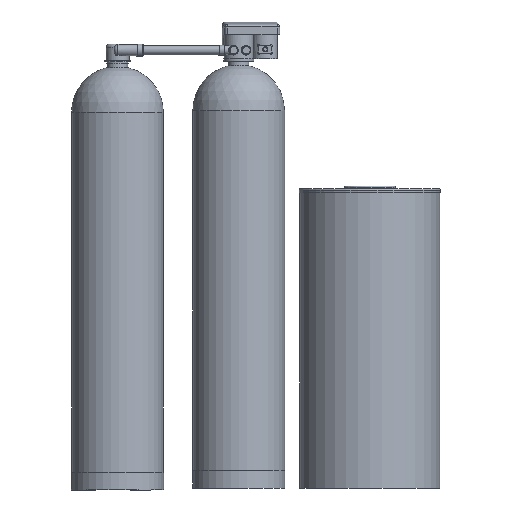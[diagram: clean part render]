
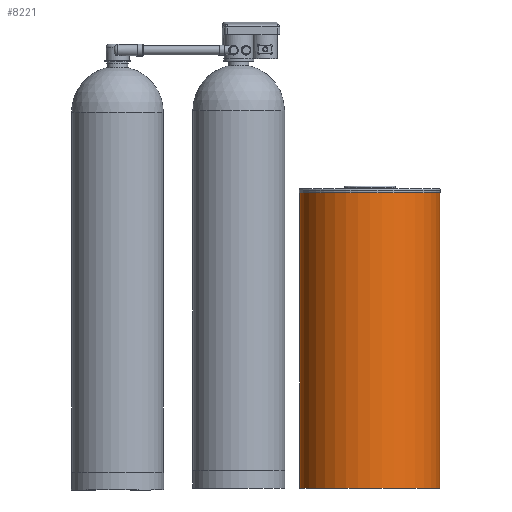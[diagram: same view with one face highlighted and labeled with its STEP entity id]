
A CAD part, front view. The second image highlights one B-rep face of the part: STEP entity #8221.
In plain terms, the highlighted cylindrical face has radius 275 mm (diameter 550 mm), a full revolution.
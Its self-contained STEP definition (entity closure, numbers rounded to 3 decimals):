
#8221=ADVANCED_FACE('',(#15746,#15748,#15750),#15752,.T.);
#15746=FACE_OUTER_BOUND('',#15747,.T.);
#15747=EDGE_LOOP('',(#20488));
#15748=FACE_OUTER_BOUND('',#15749,.T.);
#15749=EDGE_LOOP('',(#20489));
#15750=FACE_BOUND('',#15751,.T.);
#15751=EDGE_LOOP('',(#20490));
#15752=CYLINDRICAL_SURFACE('',#15753,275.);
#15753=AXIS2_PLACEMENT_3D('',#15754,#15755,#15756);
#15754=CARTESIAN_POINT('',(0.,0.,0.));
#15755=DIRECTION('',(0.,0.,1.));
#15756=DIRECTION('',(1.,0.,0.));
#20488=ORIENTED_EDGE('',*,*,#22837,.F.);
#20489=ORIENTED_EDGE('',*,*,#22838,.T.);
#20490=ORIENTED_EDGE('',*,*,#22836,.F.);
#22836=EDGE_CURVE('',#26740,#26740,#26741,.T.);
#22837=EDGE_CURVE('',#26742,#26742,#26743,.T.);
#22838=EDGE_CURVE('',#26744,#26744,#26745,.T.);
#26740=VERTEX_POINT('',#51524);
#26741=B_SPLINE_CURVE_WITH_KNOTS('',3,
(#51525,#51526,#51527,#51528,#51529,#51530,#51531,#51532,#51533,#51534,#51535,#51536,
#51537,#51538,#51539,#51540,#51541,#51542,#51543,#51544,#51545,#51546,#51547,#51548,
#51549,#51550,#51551,#51552,#51553,#51554,#51555,#51556,#51557,#51558,#51559,#51560,
#51561,#51562,#51563,#51564,#51565,#51566,#51567,#51568,#51569,#51570,#51571,#51572,
#51573,#51574,#51575,#51576,#51577,#51578,#51579,#51580,#51581,#51582,#51583,#51584,
#51585,#51586,#51587,#51588,#51589,#51590,#51591,#51592,#51593,#51594,#51595,#51596,
#51597,#51598,#51599),
.UNSPECIFIED.,.T.,.F.,
(4,1,1,1,1,1,1,1,1,1,1,1,1,1,1,1,1,1,1,1,1,1,1,1,1,1,1,1,1,1,1,1,1,1,1,1,1,1,1,1,
1,1,1,1,1,1,1,1,1,1,1,1,1,1,1,1,1,1,1,1,1,1,1,1,1,1,1,1,1,1,1,1,4),
(0.,0.008,0.018,0.028,0.041,
0.054,0.068,0.083,0.099,0.115,
0.132,0.149,0.165,0.179,0.195,
0.209,0.222,0.231,0.24,0.249,
0.258,0.268,0.279,0.289,0.301,
0.315,0.33,0.346,0.36,0.376,
0.393,0.412,0.432,0.45,0.466,
0.481,0.494,0.507,0.522,0.536,
0.554,0.572,0.591,0.609,0.625,
0.642,0.662,0.681,0.699,0.71,
0.72,0.728,0.735,0.742,0.748,
0.756,0.764,0.773,0.782,0.795,
0.812,0.83,0.845,0.86,0.875,
0.893,0.912,0.931,0.95,0.965,
0.979,0.989,1.),
.UNSPECIFIED.);
#26742=VERTEX_POINT('',#51600);
#26743=CIRCLE('',#51601,275.);
#26744=VERTEX_POINT('',#51605);
#26745=CIRCLE('',#51606,275.);
#51524=CARTESIAN_POINT('',(12.5,274.716,870.));
#51525=CARTESIAN_POINT('',(12.5,274.716,870.));
#51526=CARTESIAN_POINT('',(12.5,274.716,869.784));
#51527=CARTESIAN_POINT('',(12.488,274.716,869.323));
#51528=CARTESIAN_POINT('',(12.428,274.719,868.587));
#51529=CARTESIAN_POINT('',(12.306,274.725,867.745));
#51530=CARTESIAN_POINT('',(12.102,274.734,866.815));
#51531=CARTESIAN_POINT('',(11.793,274.747,865.807));
#51532=CARTESIAN_POINT('',(11.374,274.765,864.774));
#51533=CARTESIAN_POINT('',(10.834,274.787,863.726));
#51534=CARTESIAN_POINT('',(10.167,274.812,862.691));
#51535=CARTESIAN_POINT('',(9.365,274.841,861.686));
#51536=CARTESIAN_POINT('',(8.444,274.871,860.751));
#51537=CARTESIAN_POINT('',(7.446,274.9,859.933));
#51538=CARTESIAN_POINT('',(6.425,274.926,859.256));
#51539=CARTESIAN_POINT('',(5.372,274.948,858.693));
#51540=CARTESIAN_POINT('',(4.301,274.967,858.244));
#51541=CARTESIAN_POINT('',(3.227,274.982,857.908));
#51542=CARTESIAN_POINT('',(2.291,274.991,857.701));
#51543=CARTESIAN_POINT('',(1.488,274.996,857.582));
#51544=CARTESIAN_POINT('',(0.788,274.999,857.518));
#51545=CARTESIAN_POINT('',(0.079,275.,857.493));
#51546=CARTESIAN_POINT('',(-0.666,275.,857.51));
#51547=CARTESIAN_POINT('',(-1.445,274.997,857.575));
#51548=CARTESIAN_POINT('',(-2.254,274.991,857.696));
#51549=CARTESIAN_POINT('',(-3.081,274.983,857.875));
#51550=CARTESIAN_POINT('',(-3.999,274.971,858.143));
#51551=CARTESIAN_POINT('',(-4.996,274.955,858.522));
#51552=CARTESIAN_POINT('',(-6.054,274.934,859.042));
#51553=CARTESIAN_POINT('',(-7.058,274.91,859.661));
#51554=CARTESIAN_POINT('',(-8.01,274.884,860.38));
#51555=CARTESIAN_POINT('',(-8.934,274.855,861.224));
#51556=CARTESIAN_POINT('',(-9.841,274.824,862.248));
#51557=CARTESIAN_POINT('',(-10.681,274.793,863.448));
#51558=CARTESIAN_POINT('',(-11.378,274.765,864.754));
#51559=CARTESIAN_POINT('',(-11.891,274.743,866.067));
#51560=CARTESIAN_POINT('',(-12.228,274.728,867.314));
#51561=CARTESIAN_POINT('',(-12.421,274.719,868.457));
#51562=CARTESIAN_POINT('',(-12.506,274.715,869.538));
#51563=CARTESIAN_POINT('',(-12.501,274.716,870.606));
#51564=CARTESIAN_POINT('',(-12.4,274.72,871.711));
#51565=CARTESIAN_POINT('',(-12.18,274.73,872.901));
#51566=CARTESIAN_POINT('',(-11.81,274.746,874.176));
#51567=CARTESIAN_POINT('',(-11.259,274.77,875.497));
#51568=CARTESIAN_POINT('',(-10.549,274.798,876.758));
#51569=CARTESIAN_POINT('',(-9.728,274.828,877.889));
#51570=CARTESIAN_POINT('',(-8.829,274.859,878.881));
#51571=CARTESIAN_POINT('',(-7.788,274.89,879.813));
#51572=CARTESIAN_POINT('',(-6.598,274.922,880.654));
#51573=CARTESIAN_POINT('',(-5.289,274.95,881.357));
#51574=CARTESIAN_POINT('',(-4.112,274.97,881.823));
#51575=CARTESIAN_POINT('',(-3.125,274.983,882.113));
#51576=CARTESIAN_POINT('',(-2.38,274.99,882.278));
#51577=CARTESIAN_POINT('',(-1.741,274.995,882.383));
#51578=CARTESIAN_POINT('',(-1.182,274.998,882.448));
#51579=CARTESIAN_POINT('',(-0.647,274.999,882.487));
#51580=CARTESIAN_POINT('',(-0.107,275.,882.504));
#51581=CARTESIAN_POINT('',(0.465,275.,882.496));
#51582=CARTESIAN_POINT('',(1.097,274.998,882.458));
#51583=CARTESIAN_POINT('',(1.784,274.995,882.379));
#51584=CARTESIAN_POINT('',(2.606,274.988,882.237));
#51585=CARTESIAN_POINT('',(3.61,274.977,881.987));
#51586=CARTESIAN_POINT('',(4.792,274.959,881.572));
#51587=CARTESIAN_POINT('',(5.974,274.936,881.006));
#51588=CARTESIAN_POINT('',(7.041,274.91,880.351));
#51589=CARTESIAN_POINT('',(7.994,274.884,879.633));
#51590=CARTESIAN_POINT('',(8.919,274.856,878.79));
#51591=CARTESIAN_POINT('',(9.829,274.825,877.768));
#51592=CARTESIAN_POINT('',(10.67,274.793,876.569));
#51593=CARTESIAN_POINT('',(11.37,274.765,875.264));
#51594=CARTESIAN_POINT('',(11.879,274.743,873.968));
#51595=CARTESIAN_POINT('',(12.206,274.729,872.772));
#51596=CARTESIAN_POINT('',(12.39,274.721,871.744));
#51597=CARTESIAN_POINT('',(12.481,274.717,870.836));
#51598=CARTESIAN_POINT('',(12.5,274.716,870.275));
#51599=CARTESIAN_POINT('',(12.5,274.716,870.));
#51600=CARTESIAN_POINT('',(275.,0.,1160.));
#51601=AXIS2_PLACEMENT_3D('',#51602,#51603,#51604);
#51602=CARTESIAN_POINT('',(0.,0.,1160.));
#51603=DIRECTION('',(0.,0.,1.));
#51604=DIRECTION('',(1.,0.,0.));
#51605=CARTESIAN_POINT('',(275.,0.,0.));
#51606=AXIS2_PLACEMENT_3D('',#51607,#51608,#51609);
#51607=CARTESIAN_POINT('',(0.,0.,0.));
#51608=DIRECTION('',(0.,0.,1.));
#51609=DIRECTION('',(1.,0.,0.));
